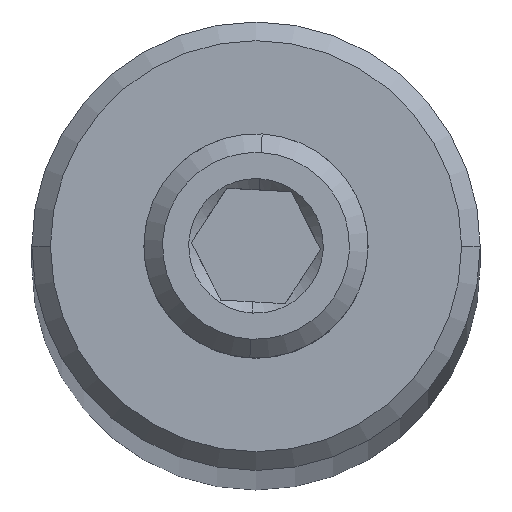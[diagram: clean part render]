
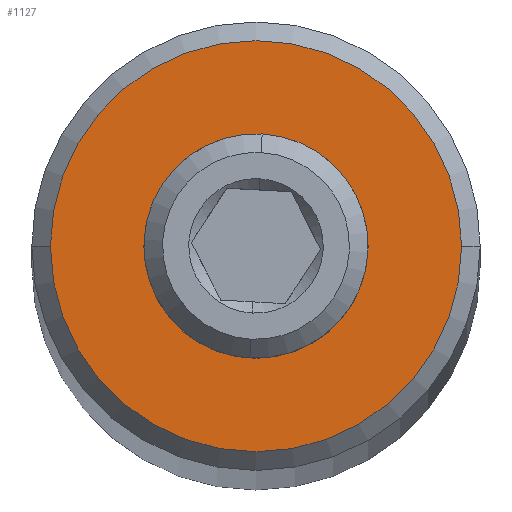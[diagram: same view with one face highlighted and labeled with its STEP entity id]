
A CAD part, top view. The second image highlights one B-rep face of the part: STEP entity #1127.
In plain terms, the highlighted planar face has unit normal (0, 0, 1).
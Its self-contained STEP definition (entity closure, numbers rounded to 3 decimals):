
#46 = VERTEX_POINT ( 'NONE', #253 ) ;
#137 = DIRECTION ( 'NONE',  ( 1., 0., 0. ) ) ;
#139 = ORIENTED_EDGE ( 'NONE', *, *, #1382, .T. ) ;
#141 = DIRECTION ( 'NONE',  ( 0., 0., 1. ) ) ;
#144 = CARTESIAN_POINT ( 'NONE',  ( 0., 0., 75. ) ) ;
#147 = FACE_BOUND ( 'NONE', #1301, .T. ) ;
#223 = AXIS2_PLACEMENT_3D ( 'NONE', #1002, #1509, #746 ) ;
#253 = CARTESIAN_POINT ( 'NONE',  ( 2.75, 0., 75. ) ) ;
#266 = EDGE_CURVE ( 'NONE', #1142, #720, #676, .T. ) ;
#279 = CARTESIAN_POINT ( 'NONE',  ( -1.5, 0., 75. ) ) ;
#315 = CARTESIAN_POINT ( 'NONE',  ( 1.5, 0., 75. ) ) ;
#359 = CIRCLE ( 'NONE', #223, 2.75 ) ;
#407 = AXIS2_PLACEMENT_3D ( 'NONE', #1310, #533, #1566 ) ;
#454 = CARTESIAN_POINT ( 'NONE',  ( -2.75, 0., 75. ) ) ;
#469 = ORIENTED_EDGE ( 'NONE', *, *, #1389, .T. ) ;
#533 = DIRECTION ( 'NONE',  ( 0., 0., 1. ) ) ;
#676 = CIRCLE ( 'NONE', #1505, 1.5 ) ;
#696 = DIRECTION ( 'NONE',  ( 0., 0., 1. ) ) ;
#720 = VERTEX_POINT ( 'NONE', #315 ) ;
#746 = DIRECTION ( 'NONE',  ( 1., 0., 0. ) ) ;
#791 = DIRECTION ( 'NONE',  ( 0., 0., 1. ) ) ;
#810 = VERTEX_POINT ( 'NONE', #454 ) ;
#896 = CARTESIAN_POINT ( 'NONE',  ( 0., 0., 75. ) ) ;
#947 = CARTESIAN_POINT ( 'NONE',  ( 0., 0., 75. ) ) ;
#1002 = CARTESIAN_POINT ( 'NONE',  ( 0., 0., 75. ) ) ;
#1033 = EDGE_CURVE ( 'NONE', #720, #1142, #1219, .T. ) ;
#1089 = FACE_OUTER_BOUND ( 'NONE', #1367, .T. ) ;
#1103 = CIRCLE ( 'NONE', #1289, 2.75 ) ;
#1127 = ADVANCED_FACE ( 'NONE', ( #1089, #147 ), #1443, .T. ) ;
#1142 = VERTEX_POINT ( 'NONE', #279 ) ;
#1174 = DIRECTION ( 'NONE',  ( 1., 0., 0. ) ) ;
#1219 = CIRCLE ( 'NONE', #1477, 1.5 ) ;
#1289 = AXIS2_PLACEMENT_3D ( 'NONE', #144, #791, #137 ) ;
#1301 = EDGE_LOOP ( 'NONE', ( #1502, #1557 ) ) ;
#1310 = CARTESIAN_POINT ( 'NONE',  ( 0., 0., 75. ) ) ;
#1367 = EDGE_LOOP ( 'NONE', ( #469, #139 ) ) ;
#1382 = EDGE_CURVE ( 'NONE', #46, #810, #359, .T. ) ;
#1389 = EDGE_CURVE ( 'NONE', #810, #46, #1103, .T. ) ;
#1443 = PLANE ( 'NONE',  #407 ) ;
#1477 = AXIS2_PLACEMENT_3D ( 'NONE', #896, #141, #1174 ) ;
#1502 = ORIENTED_EDGE ( 'NONE', *, *, #1033, .F. ) ;
#1505 = AXIS2_PLACEMENT_3D ( 'NONE', #947, #696, #1580 ) ;
#1509 = DIRECTION ( 'NONE',  ( 0., 0., 1. ) ) ;
#1557 = ORIENTED_EDGE ( 'NONE', *, *, #266, .F. ) ;
#1566 = DIRECTION ( 'NONE',  ( 1., 0., 0. ) ) ;
#1580 = DIRECTION ( 'NONE',  ( 1., 0., 0. ) ) ;
